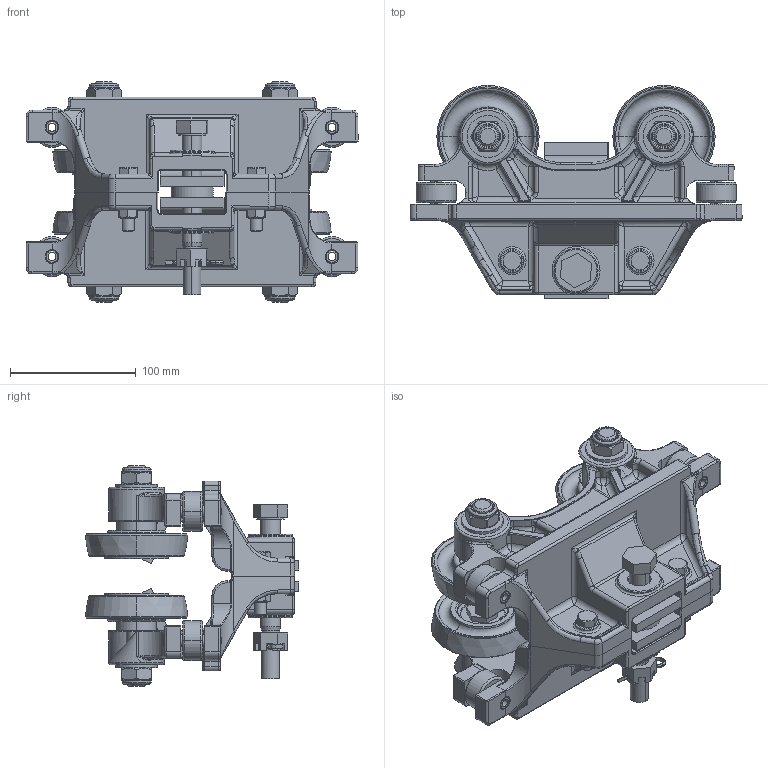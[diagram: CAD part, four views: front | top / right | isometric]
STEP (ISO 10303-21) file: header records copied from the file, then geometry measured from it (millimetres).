
FILE_DESCRIPTION((''),'2;1');
FILE_NAME('10040 BT-266-266 TROLLEY.stp','2011-03-31T07:50:30',('jholman'),(''),'Autodesk Inventor 2011','Autodesk Inventor 2011','');
FILE_SCHEMA(('AUTOMOTIVE_DESIGN { 1 0 10303 214 1 1 1 1 }'));
Length unit declared in the file: inch
Products named in the file (19): 10040; 3D11S4B4D; 3D11CHB4C; 3D1177B4C; 3D11A6B4A; 3D11W6B4B; 3D11K7B4B; 3D11Q6B4B; Type A - Plain Washer (Inch) 5/8 - narrow - Type A; 3D1134G4A; 3D11HSB4A; 3D11X6B4A; 3D11W7B4C; 3D1121C4A; 3D11W4B4B; 3D1124B4A; 3D11X2B4A; Hex Bolt - UNC (Regular Thread - Inch) 3/8-16 UNC - 1.75; Hex Nut - UNC (Regular Thread - Inch) 3/8 - 16
Assembly tree (37 placements, depth 3):
  10040
    3D11S4B4D  x2
    3D11CHB4C  x4
      3D1177B4C
      3D11A6B4A
      3D11W6B4B
      3D11K7B4B
      3D11Q6B4B
    Type A - Plain Washer (Inch) 5/8 - narrow - Type A  x4
    3D1134G4A  x4
    3D11HSB4A  x4
    3D11X6B4A  x4
    3D11W7B4C  x2
    3D1121C4A
    3D11W4B4B
    3D1124B4A
    3D11X2B4A
    Hex Bolt - UNC (Regular Thread - Inch) 3/8-16 UNC - 1.75  x2
    Hex Nut - UNC (Regular Thread - Inch) 3/8 - 16  x2
Bounding box: 263.52 x 169.19 x 175.18 mm (x, y, z)
Volume: 1484867.4 mm3; surface area: 418763 mm2
Topology: 48 solids, 48 shells, 2433 faces, 5764 edges, 3300 vertices
Faces by surface type: cylinder 712, bspline 672, plane 449, torus 352, cone 188, sphere 60
Full cylindrical faces by diameter (mm): 7.798 x2, 8.731 x4, 9.525 x10, 9.855 x2, 13.386 x4, 14.288 x2, 14.351 x4, 15.862 x4, 16.272 x4, 16.662 x4, 16.98 x4, 17.374 x4, 17.463 x3, 19.05 x4, 23.114 x4, 33.325 x4, 33.338 x1, 34.925 x2, 40.005 x4, 44.45 x6
Entity records: 37255 total; most frequent: CARTESIAN_POINT 14586, ORIENTED_EDGE 4568, DIRECTION 4561, EDGE_CURVE 2284, AXIS2_PLACEMENT_3D 1919, VERTEX_POINT 1368, EDGE_LOOP 1122, CIRCLE 1035
